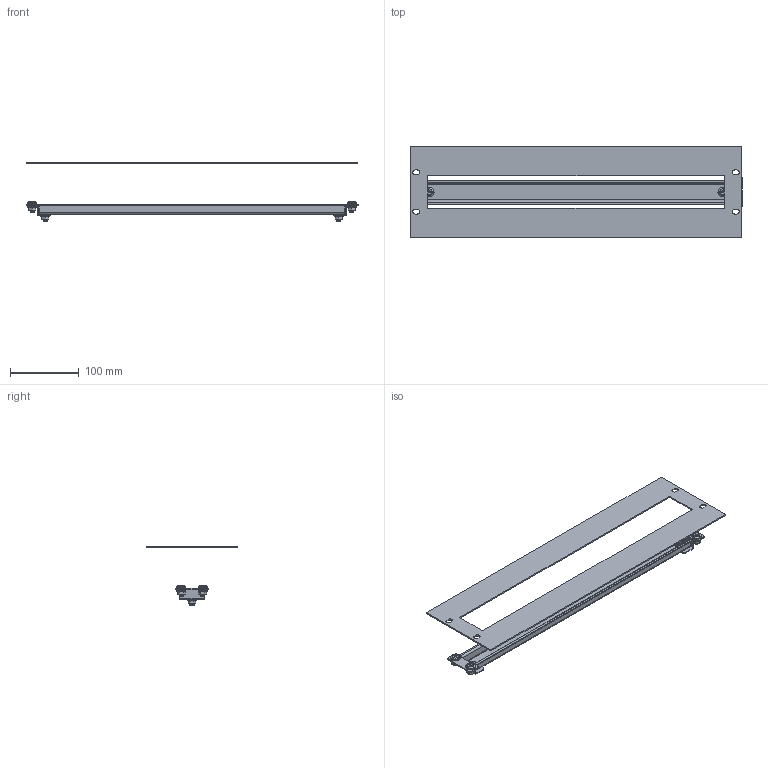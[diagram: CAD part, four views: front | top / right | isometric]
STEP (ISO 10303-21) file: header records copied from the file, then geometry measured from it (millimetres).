
FILE_DESCRIPTION (( 'STEP AP203' ), '1' );
FILE_NAME ('Panel 19'''' R5PCDF01.STEP', '2014-04-14T04:23:25', ( 'User' ), ( 'DKC' ), 'SwSTEP 2.0', 'SolidWorks 2012', '' );
FILE_SCHEMA (( 'CONFIG_CONTROL_DESIGN' ));
Length unit declared in the file: millimetre
Products named in the file (6): AC00C568_�� 㬮�砭��; rounded head screw with cross slot m6 x 12_ISO 7045 - M6 x 12 - Z --- 12S; Hex flange nut M6 China CM100600_B18.2.2.4M - Hex flange nut, M6 x 1 --N; Din profile AC00C569_�� 㬮�砭��; Panel AC00C567_�� 㬮�砭��; Panel 19'''' R5PCDF01
Assembly tree (16 placements, depth 2):
  Panel 19'''' R5PCDF01
    Panel AC00C567_�� 㬮�砭��
    AC00C568_�� 㬮�砭��  x2
    Din profile AC00C569_�� 㬮�砭��
    rounded head screw with cross slot m6 x 12_ISO 7045 - M6 x 12 - Z --- 12S  x6
    Hex flange nut M6 China CM100600_B18.2.2.4M - Hex flange nut, M6 x 1 --N  x6
Bounding box: 483.02 x 132.5 x 86 mm (x, y, z)
Volume: 138648.1 mm3; surface area: 160968.7 mm2
Topology: 16 solids, 16 shells, 976 faces, 2448 edges, 1498 vertices
Faces by surface type: cone 360, plane 296, cylinder 224, torus 48, bspline 36, sphere 12
Entity records: 8552 total; most frequent: CARTESIAN_POINT 1586, DIRECTION 1350, ORIENTED_EDGE 1224, EDGE_CURVE 612, AXIS2_PLACEMENT_3D 521, VERTEX_POINT 375, VECTOR 308, LINE 308
